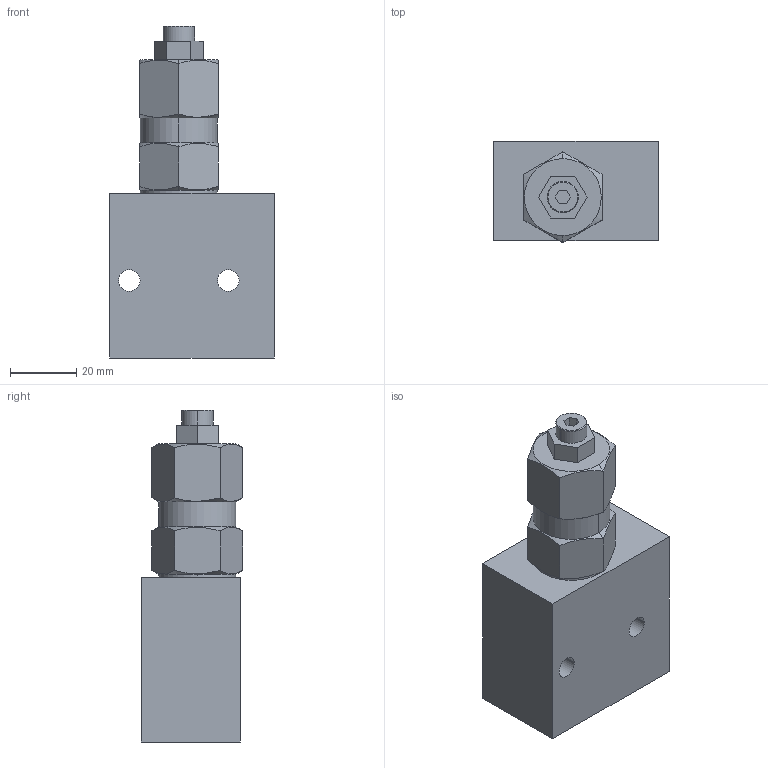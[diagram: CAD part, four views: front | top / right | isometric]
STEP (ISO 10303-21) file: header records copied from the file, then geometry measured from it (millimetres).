
FILE_DESCRIPTION((''),'2;1');
FILE_NAME('ILCM47044012','2014-07-31T',('jdw'),(''),'PRO/ENGINEER BY PARAMETRIC TECHNOLOGY CORPORATION, 2013320','PRO/ENGINEER BY PARAMETRIC TECHNOLOGY CORPORATION, 2013320','');
FILE_SCHEMA(('AUTOMOTIVE_DESIGN { 1 0 10303 214 1 1 1 1 }'));
Length unit declared in the file: millimetre
Products named in the file (1): ILCM47044012
Bounding box: 49.99 x 30.75 x 100.58 mm (x, y, z)
Volume: 89041.9 mm3; surface area: 18347.6 mm2
Topology: 1 solids, 3 shells, 77 faces, 178 edges, 114 vertices
Faces by surface type: plane 41, cylinder 22, cone 14
Entity records: 2594 total; most frequent: CARTESIAN_POINT 660, DIRECTION 368, ORIENTED_EDGE 348, EDGE_CURVE 178, AXIS2_PLACEMENT_3D 136, VERTEX_POINT 114, COLOUR_RGB 106, VECTOR 96
